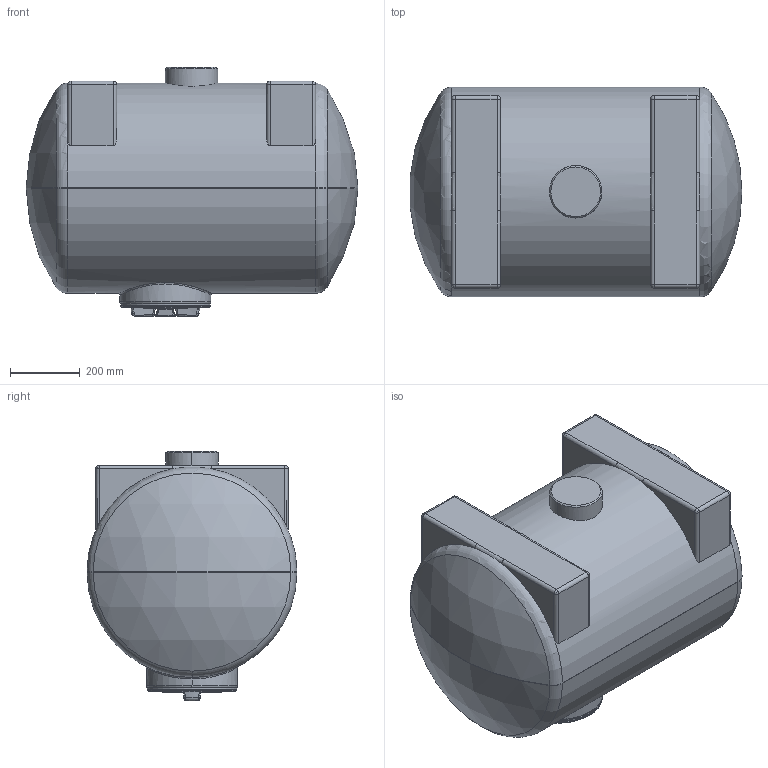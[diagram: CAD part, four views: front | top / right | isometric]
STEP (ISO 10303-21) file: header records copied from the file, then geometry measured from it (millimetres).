
FILE_DESCRIPTION (( 'STEP AP214' ), '1' );
FILE_NAME ('250L CILINDRICO COM BASE TP200 POLITIPLASTIC.STEP', '2025-06-04T20:43:52', ( '' ), ( '' ), 'SwSTEP 2.0', 'SolidWorks 2025', '' );
FILE_SCHEMA (( 'AUTOMOTIVE_DESIGN' ));
Length unit declared in the file: millimetre
Products named in the file (7): FILTRO montagem_Predeterminada; VALVULA; 250L CILINDRICO COM BASE TP200 POLITIPLASTIC; 250L CILINDRICO COM BASE POLITIPLASTIC; MONTAGEM TAMPA POLITIPLASTIC; TAMPA TRAVA DO FILTRO; TRAVA DO FILTRO
Assembly tree (6 placements, depth 3):
  250L CILINDRICO COM BASE TP200 POLITIPLASTIC
    250L CILINDRICO COM BASE POLITIPLASTIC
    MONTAGEM TAMPA POLITIPLASTIC
      TRAVA DO FILTRO
      FILTRO montagem_Predeterminada
      VALVULA
      TAMPA TRAVA DO FILTRO
Bounding box: 948.16 x 600 x 713.21 mm (x, y, z)
Volume: 14950536.7 mm3; surface area: 4934223.3 mm2
Topology: 11 solids, 11 shells, 6149 faces, 18097 edges, 11918 vertices
Faces by surface type: plane 4835, cylinder 784, bspline 223, torus 142, cone 111, sphere 54
Entity records: 237332 total; most frequent: CARTESIAN_POINT 74904, ORIENTED_EDGE 36138, DIRECTION 30937, EDGE_CURVE 18069, AXIS2_PLACEMENT_3D 12137, VERTEX_POINT 11910, EDGE_LOOP 8175, VECTOR 6663
